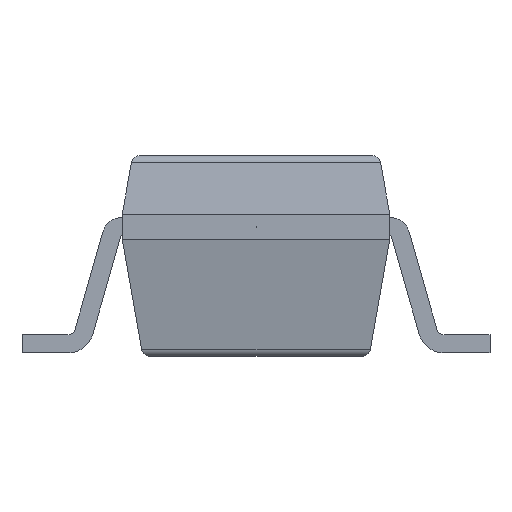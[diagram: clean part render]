
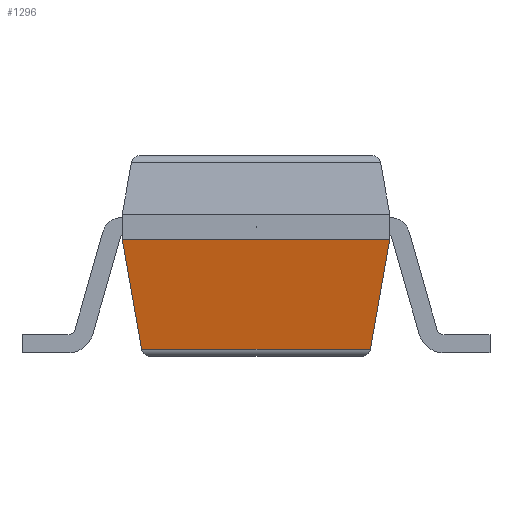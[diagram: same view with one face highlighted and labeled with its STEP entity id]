
A CAD part, front view. The second image highlights one B-rep face of the part: STEP entity #1296.
In plain terms, the highlighted planar face has unit normal (0, -0.985, -0.174).
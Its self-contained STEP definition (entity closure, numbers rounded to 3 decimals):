
#1296=ADVANCED_FACE('',(#2955),#2957,.F.);
#2955=FACE_BOUND('',#2956,.T.);
#2956=EDGE_LOOP('',(#4492,#4493,#4494,#4495));
#2957=PLANE('',#2958);
#2958=AXIS2_PLACEMENT_3D('',#2959,#2960,#2961);
#2959=CARTESIAN_POINT('',(-1.647,0.,0.7));
#2960=DIRECTION('',(0.,0.985,0.174));
#2961=DIRECTION('',(1.,0.,0.));
#4492=ORIENTED_EDGE('',*,*,#5300,.T.);
#4493=ORIENTED_EDGE('',*,*,#5301,.T.);
#4494=ORIENTED_EDGE('',*,*,#5204,.F.);
#4495=ORIENTED_EDGE('',*,*,#5226,.F.);
#5204=EDGE_CURVE('',#5997,#6024,#6025,.T.);
#5226=EDGE_CURVE('',#6064,#5997,#6066,.F.);
#5300=EDGE_CURVE('',#6064,#6200,#6201,.T.);
#5301=EDGE_CURVE('',#6200,#6024,#6202,.F.);
#5997=VERTEX_POINT('',#7631);
#6024=VERTEX_POINT('',#7686);
#6025=LINE('',#7687,#7688);
#6064=VERTEX_POINT('',#7768);
#6066=LINE('',#7772,#7773);
#6200=VERTEX_POINT('',#8078);
#6201=LINE('',#8079,#8080);
#6202=LINE('',#8082,#8083);
#7631=CARTESIAN_POINT('',(0.,0.,0.7));
#7686=CARTESIAN_POINT('',(1.6,0.,0.7));
#7687=CARTESIAN_POINT('',(0.,0.,0.7));
#7688=VECTOR('',#7689,1.);
#7689=DIRECTION('',(1.,0.,0.));
#7768=CARTESIAN_POINT('',(0.116,0.116,0.041));
#7772=CARTESIAN_POINT('',(0.,0.,0.7));
#7773=VECTOR('',#7774,1.);
#7774=DIRECTION('',(0.171,0.171,-0.97));
#8078=CARTESIAN_POINT('',(1.484,0.116,0.041));
#8079=CARTESIAN_POINT('',(0.116,0.116,0.041));
#8080=VECTOR('',#8081,1.);
#8081=DIRECTION('',(1.,0.,0.));
#8082=CARTESIAN_POINT('',(1.6,0.,0.7));
#8083=VECTOR('',#8084,1.);
#8084=DIRECTION('',(-0.171,0.171,-0.97));
